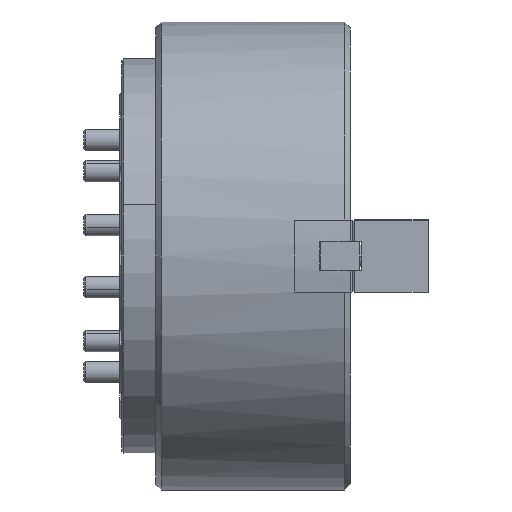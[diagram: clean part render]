
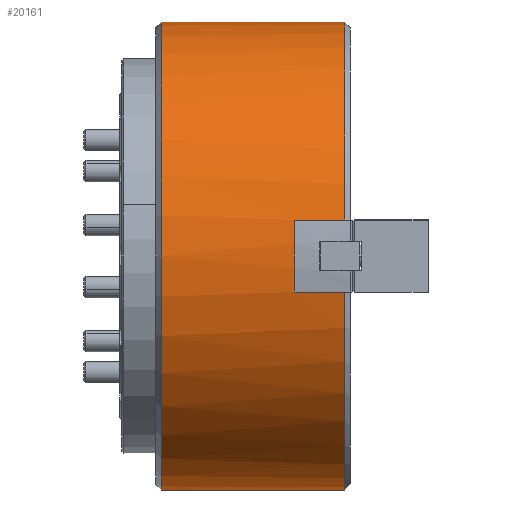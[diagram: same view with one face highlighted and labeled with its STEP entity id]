
A CAD part, front view. The second image highlights one B-rep face of the part: STEP entity #20161.
In plain terms, the highlighted cylindrical face has radius 130 mm (diameter 260 mm), a partial arc.
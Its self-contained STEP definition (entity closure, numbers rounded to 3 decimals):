
#2162 = CARTESIAN_POINT ( 'NONE',  ( -3., 0., 130. ) ) ;
#2287 = CIRCLE ( 'NONE', #29768, 130. ) ;
#2311 = CIRCLE ( 'NONE', #42961, 130. ) ;
#2565 = CARTESIAN_POINT ( 'NONE',  ( -3., 0., 0. ) ) ;
#2843 = ORIENTED_EDGE ( 'NONE', *, *, #12072, .T. ) ;
#3231 = CARTESIAN_POINT ( 'NONE',  ( 0., 0., -130. ) ) ;
#3363 = FACE_OUTER_BOUND ( 'NONE', #36558, .T. ) ;
#5777 = CARTESIAN_POINT ( 'NONE',  ( 0., -128.452, 20. ) ) ;
#6418 = ORIENTED_EDGE ( 'NONE', *, *, #12257, .T. ) ;
#6963 = CARTESIAN_POINT ( 'NONE',  ( 0., 0., 130. ) ) ;
#7014 = VECTOR ( 'NONE', #42230, 1000. ) ;
#7096 = ORIENTED_EDGE ( 'NONE', *, *, #26317, .T. ) ;
#7359 = DIRECTION ( 'NONE',  ( 1., 0., 0. ) ) ;
#7638 = CARTESIAN_POINT ( 'NONE',  ( 0., 0., 0. ) ) ;
#7743 = VECTOR ( 'NONE', #24901, 1000. ) ;
#7834 = LINE ( 'NONE', #3231, #10102 ) ;
#8867 = LINE ( 'NONE', #32288, #7743 ) ;
#9121 = DIRECTION ( 'NONE',  ( 0., 0., -1. ) ) ;
#10087 = AXIS2_PLACEMENT_3D ( 'NONE', #7638, #10228, #11362 ) ;
#10102 = VECTOR ( 'NONE', #41412, 1000. ) ;
#10130 = CARTESIAN_POINT ( 'NONE',  ( -105., 0., 0. ) ) ;
#10228 = DIRECTION ( 'NONE',  ( 1., 0., 0. ) ) ;
#11362 = DIRECTION ( 'NONE',  ( 0., 0., -1. ) ) ;
#12072 = EDGE_CURVE ( 'NONE', #38027, #45495, #7834, .T. ) ;
#12257 = EDGE_CURVE ( 'NONE', #40472, #38027, #2311, .T. ) ;
#12306 = CARTESIAN_POINT ( 'NONE',  ( -3., 0., 0. ) ) ;
#15907 = DIRECTION ( 'NONE',  ( 0., 0., -1. ) ) ;
#16358 = DIRECTION ( 'NONE',  ( -1., 0., 0. ) ) ;
#16445 = LINE ( 'NONE', #6963, #7014 ) ;
#16844 = AXIS2_PLACEMENT_3D ( 'NONE', #12306, #36945, #15907 ) ;
#19205 = ORIENTED_EDGE ( 'NONE', *, *, #21447, .T. ) ;
#19433 = CARTESIAN_POINT ( 'NONE',  ( -31., 0., 0. ) ) ;
#20161 = ADVANCED_FACE ( 'NONE', ( #3363 ), #27749, .T. ) ;
#20553 = EDGE_CURVE ( 'NONE', #45495, #41446, #38174, .T. ) ;
#20696 = VERTEX_POINT ( 'NONE', #41703 ) ;
#21447 = EDGE_CURVE ( 'NONE', #41446, #20696, #8867, .T. ) ;
#24350 = CARTESIAN_POINT ( 'NONE',  ( -105., 0., -130. ) ) ;
#24901 = DIRECTION ( 'NONE',  ( -1., 0., 0. ) ) ;
#25558 = CARTESIAN_POINT ( 'NONE',  ( -3., 0., -130. ) ) ;
#25707 = AXIS2_PLACEMENT_3D ( 'NONE', #2565, #16358, #27246 ) ;
#25727 = CARTESIAN_POINT ( 'NONE',  ( -3., -128.452, -20. ) ) ;
#26317 = EDGE_CURVE ( 'NONE', #20696, #30457, #2287, .T. ) ;
#27246 = DIRECTION ( 'NONE',  ( 0., 0., -1. ) ) ;
#27749 = CYLINDRICAL_SURFACE ( 'NONE', #10087, 130. ) ;
#29154 = EDGE_CURVE ( 'NONE', #30457, #33432, #42254, .T. ) ;
#29449 = DIRECTION ( 'NONE',  ( 1., 0., 0. ) ) ;
#29768 = AXIS2_PLACEMENT_3D ( 'NONE', #19433, #44180, #9121 ) ;
#30457 = VERTEX_POINT ( 'NONE', #36224 ) ;
#32197 = ORIENTED_EDGE ( 'NONE', *, *, #20553, .T. ) ;
#32288 = CARTESIAN_POINT ( 'NONE',  ( 0., -128.452, -20. ) ) ;
#32635 = ORIENTED_EDGE ( 'NONE', *, *, #43201, .T. ) ;
#32878 = VECTOR ( 'NONE', #29449, 1000. ) ;
#33432 = VERTEX_POINT ( 'NONE', #39702 ) ;
#35852 = EDGE_CURVE ( 'NONE', #40472, #39620, #16445, .T. ) ;
#36224 = CARTESIAN_POINT ( 'NONE',  ( -31., -128.452, 20. ) ) ;
#36558 = EDGE_LOOP ( 'NONE', ( #41731, #6418, #2843, #32197, #19205, #7096, #43788, #32635 ) ) ;
#36945 = DIRECTION ( 'NONE',  ( -1., 0., 0. ) ) ;
#38027 = VERTEX_POINT ( 'NONE', #24350 ) ;
#38174 = CIRCLE ( 'NONE', #25707, 130. ) ;
#39369 = CARTESIAN_POINT ( 'NONE',  ( -105., 0., 130. ) ) ;
#39620 = VERTEX_POINT ( 'NONE', #2162 ) ;
#39702 = CARTESIAN_POINT ( 'NONE',  ( -3., -128.452, 20. ) ) ;
#40472 = VERTEX_POINT ( 'NONE', #39369 ) ;
#41412 = DIRECTION ( 'NONE',  ( 1., 0., 0. ) ) ;
#41446 = VERTEX_POINT ( 'NONE', #25727 ) ;
#41703 = CARTESIAN_POINT ( 'NONE',  ( -31., -128.452, -20. ) ) ;
#41731 = ORIENTED_EDGE ( 'NONE', *, *, #35852, .F. ) ;
#42230 = DIRECTION ( 'NONE',  ( 1., 0., 0. ) ) ;
#42254 = LINE ( 'NONE', #5777, #32878 ) ;
#42961 = AXIS2_PLACEMENT_3D ( 'NONE', #10130, #7359, #45661 ) ;
#43201 = EDGE_CURVE ( 'NONE', #33432, #39620, #43652, .T. ) ;
#43652 = CIRCLE ( 'NONE', #16844, 130. ) ;
#43788 = ORIENTED_EDGE ( 'NONE', *, *, #29154, .T. ) ;
#44180 = DIRECTION ( 'NONE',  ( -1., 0., 0. ) ) ;
#45495 = VERTEX_POINT ( 'NONE', #25558 ) ;
#45661 = DIRECTION ( 'NONE',  ( 0., 0., 1. ) ) ;
